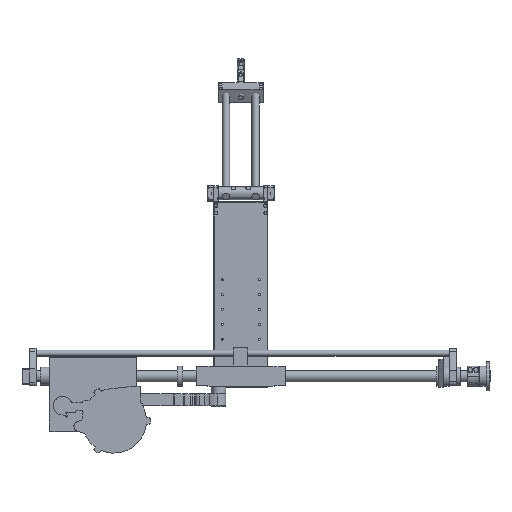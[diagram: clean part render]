
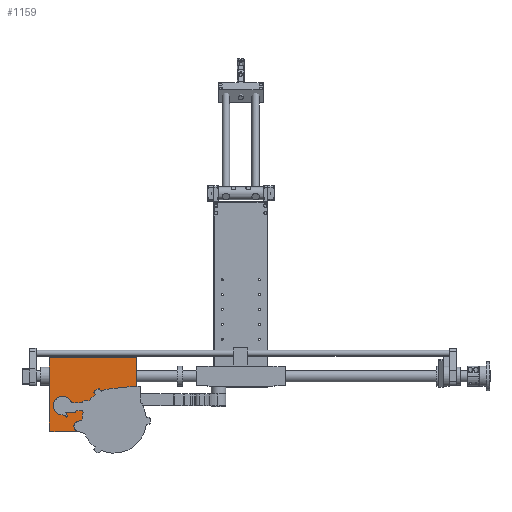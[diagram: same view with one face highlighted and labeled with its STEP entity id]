
A CAD part, left-side view. The second image highlights one B-rep face of the part: STEP entity #1159.
In plain terms, the highlighted planar face has unit normal (-1, 0, -0.001).
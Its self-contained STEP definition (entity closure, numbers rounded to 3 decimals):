
#124 = CARTESIAN_POINT ( 'NONE',  ( -197.26, 767.108, -389.85 ) ) ;
#637 = DIRECTION ( 'NONE',  ( 1., 0., 0.001 ) ) ;
#694 = DIRECTION ( 'NONE',  ( 0., 1., 0. ) ) ;
#791 = ORIENTED_EDGE ( 'NONE', *, *, #11281, .F. ) ;
#1089 = DIRECTION ( 'NONE',  ( 0.001, 0., -1. ) ) ;
#1109 = CARTESIAN_POINT ( 'NONE',  ( -197.223, 610.108, -459.261 ) ) ;
#1159 = ADVANCED_FACE ( 'NONE', ( #24521 ), #14728, .F. ) ;
#1262 = AXIS2_PLACEMENT_3D ( 'NONE', #20456, #5847, #15359 ) ;
#1584 = VECTOR ( 'NONE', #14140, 1000. ) ;
#2085 = CARTESIAN_POINT ( 'NONE',  ( -197.18, 641.608, -539.85 ) ) ;
#2356 = VERTEX_POINT ( 'NONE', #2085 ) ;
#2860 = CARTESIAN_POINT ( 'NONE',  ( -197.233, 649.608, -439.85 ) ) ;
#2876 = ORIENTED_EDGE ( 'NONE', *, *, #7340, .F. ) ;
#3247 = VECTOR ( 'NONE', #30605, 1000. ) ;
#3257 = DIRECTION ( 'NONE',  ( 0., 1., 0. ) ) ;
#3582 = VERTEX_POINT ( 'NONE', #24804 ) ;
#3677 = VECTOR ( 'NONE', #23272, 1000. ) ;
#3859 = VECTOR ( 'NONE', #26843, 1000. ) ;
#4168 = LINE ( 'NONE', #13696, #3677 ) ;
#4518 = LINE ( 'NONE', #14047, #17239 ) ;
#4626 = CARTESIAN_POINT ( 'NONE',  ( -197.26, 767.108, -389.85 ) ) ;
#4928 = LINE ( 'NONE', #12105, #21090 ) ;
#5274 = CARTESIAN_POINT ( 'NONE',  ( -197.223, 532.108, -458.18 ) ) ;
#5847 = DIRECTION ( 'NONE',  ( 1., 0., 0.001 ) ) ;
#7046 = DIRECTION ( 'NONE',  ( -0.001, 0., 1. ) ) ;
#7257 = DIRECTION ( 'NONE',  ( 0.001, 0., -1. ) ) ;
#7340 = EDGE_CURVE ( 'NONE', #3582, #30218, #26320, .T. ) ;
#7570 = ORIENTED_EDGE ( 'NONE', *, *, #8817, .F. ) ;
#7838 = VECTOR ( 'NONE', #1089, 1000. ) ;
#7908 = CARTESIAN_POINT ( 'NONE',  ( -197.223, 534.108, -459.261 ) ) ;
#8674 = CARTESIAN_POINT ( 'NONE',  ( -197.286, 767.108, -339.85 ) ) ;
#8735 = CARTESIAN_POINT ( 'NONE',  ( -197.223, 611.28, -459.261 ) ) ;
#8817 = EDGE_CURVE ( 'NONE', #27441, #24634, #4518, .T. ) ;
#9351 = CARTESIAN_POINT ( 'NONE',  ( -197.286, 649.608, -339.85 ) ) ;
#9603 = EDGE_CURVE ( 'NONE', #29911, #30927, #13034, .T. ) ;
#9750 = EDGE_CURVE ( 'NONE', #13187, #12483, #26382, .T. ) ;
#11086 = CARTESIAN_POINT ( 'NONE',  ( -197.223, 610.108, -459.261 ) ) ;
#11281 = EDGE_CURVE ( 'NONE', #12483, #27441, #14040, .T. ) ;
#11546 = CARTESIAN_POINT ( 'NONE',  ( -197.286, 532.108, -339.85 ) ) ;
#11883 = CIRCLE ( 'NONE', #12393, 50.6 ) ;
#12105 = CARTESIAN_POINT ( 'NONE',  ( -197.26, 641.608, -389.85 ) ) ;
#12110 = DIRECTION ( 'NONE',  ( 0.001, 0., -1. ) ) ;
#12393 = AXIS2_PLACEMENT_3D ( 'NONE', #30824, #16149, #23244 ) ;
#12483 = VERTEX_POINT ( 'NONE', #8674 ) ;
#12484 = CARTESIAN_POINT ( 'NONE',  ( -197.223, 612.108, -459.261 ) ) ;
#13034 = LINE ( 'NONE', #22624, #7838 ) ;
#13187 = VERTEX_POINT ( 'NONE', #16817 ) ;
#13243 = AXIS2_PLACEMENT_3D ( 'NONE', #18956, #18636, #7046 ) ;
#13696 = CARTESIAN_POINT ( 'NONE',  ( -197.26, 532.108, -389.85 ) ) ;
#13975 = EDGE_LOOP ( 'NONE', ( #28072, #7570, #791, #24625, #18674, #14356, #21209, #16137, #17862, #21484, #16975, #25793, #29564, #2876 ) ) ;
#14040 = LINE ( 'NONE', #9351, #3247 ) ;
#14046 = CARTESIAN_POINT ( 'NONE',  ( -197.18, 762.108, -539.85 ) ) ;
#14047 = CARTESIAN_POINT ( 'NONE',  ( -197.26, 532.108, -389.85 ) ) ;
#14108 = EDGE_CURVE ( 'NONE', #24772, #2356, #4928, .T. ) ;
#14140 = DIRECTION ( 'NONE',  ( -0.001, 0., 1. ) ) ;
#14356 = ORIENTED_EDGE ( 'NONE', *, *, #29430, .F. ) ;
#14385 = VERTEX_POINT ( 'NONE', #23303 ) ;
#14630 = CARTESIAN_POINT ( 'NONE',  ( -197.224, 532.108, -456.651 ) ) ;
#14728 = PLANE ( 'NONE',  #22293 ) ;
#14799 = CARTESIAN_POINT ( 'NONE',  ( -197.223, 534.108, -459.261 ) ) ;
#15275 = LINE ( 'NONE', #24912, #27691 ) ;
#15359 = DIRECTION ( 'NONE',  ( -0.001, 0., 1. ) ) ;
#16137 = ORIENTED_EDGE ( 'NONE', *, *, #14108, .F. ) ;
#16149 = DIRECTION ( 'NONE',  ( -1., 0., -0.001 ) ) ;
#16536 = EDGE_CURVE ( 'NONE', #16629, #13187, #26441, .T. ) ;
#16629 = VERTEX_POINT ( 'NONE', #23737 ) ;
#16817 = CARTESIAN_POINT ( 'NONE',  ( -197.26, 767.108, -389.85 ) ) ;
#16879 =( BOUNDED_CURVE ( )  B_SPLINE_CURVE ( 3, ( #11086, #8735, #28096, #28260 ),
 .UNSPECIFIED., .F., .F. ) 
 B_SPLINE_CURVE_WITH_KNOTS ( ( 4, 4 ),
 ( 0., 1.571 ),
 .UNSPECIFIED. ) 
 CURVE ( )  GEOMETRIC_REPRESENTATION_ITEM ( )  RATIONAL_B_SPLINE_CURVE ( ( 1., 0.805, 0.805, 1. ) ) 
 REPRESENTATION_ITEM ( '' )  );
#16975 = ORIENTED_EDGE ( 'NONE', *, *, #9603, .F. ) ;
#17239 = VECTOR ( 'NONE', #23635, 1000. ) ;
#17246 = EDGE_CURVE ( 'NONE', #24634, #3582, #4168, .T. ) ;
#17322 = VERTEX_POINT ( 'NONE', #1109 ) ;
#17862 = ORIENTED_EDGE ( 'NONE', *, *, #30317, .F. ) ;
#18636 = DIRECTION ( 'NONE',  ( 1., 0., 0.001 ) ) ;
#18674 = ORIENTED_EDGE ( 'NONE', *, *, #16536, .F. ) ;
#18791 = CIRCLE ( 'NONE', #1262, 5. ) ;
#18956 = CARTESIAN_POINT ( 'NONE',  ( -197.221, 614.108, -462.305 ) ) ;
#18978 = VERTEX_POINT ( 'NONE', #14046 ) ;
#20456 = CARTESIAN_POINT ( 'NONE',  ( -197.182, 762.108, -534.85 ) ) ;
#21090 = VECTOR ( 'NONE', #7257, 1000. ) ;
#21209 = ORIENTED_EDGE ( 'NONE', *, *, #23659, .F. ) ;
#21484 = ORIENTED_EDGE ( 'NONE', *, *, #28852, .F. ) ;
#21619 = CARTESIAN_POINT ( 'NONE',  ( -197.221, 612.108, -461.872 ) ) ;
#22293 = AXIS2_PLACEMENT_3D ( 'NONE', #2860, #637, #12110 ) ;
#22624 = CARTESIAN_POINT ( 'NONE',  ( -197.223, 612.108, -459.261 ) ) ;
#23244 = DIRECTION ( 'NONE',  ( -0.001, 0., 1. ) ) ;
#23272 = DIRECTION ( 'NONE',  ( 0.001, 0., -1. ) ) ;
#23303 = CARTESIAN_POINT ( 'NONE',  ( -197.22, 613.253, -464.113 ) ) ;
#23635 = DIRECTION ( 'NONE',  ( 0.001, 0., -1. ) ) ;
#23659 = EDGE_CURVE ( 'NONE', #2356, #18978, #15275, .T. ) ;
#23737 = CARTESIAN_POINT ( 'NONE',  ( -197.182, 767.108, -534.85 ) ) ;
#23776 = CIRCLE ( 'NONE', #13243, 2. ) ;
#23927 = EDGE_CURVE ( 'NONE', #17322, #29911, #16879, .T. ) ;
#24521 = FACE_OUTER_BOUND ( 'NONE', #13975, .T. ) ;
#24625 = ORIENTED_EDGE ( 'NONE', *, *, #9750, .F. ) ;
#24634 = VERTEX_POINT ( 'NONE', #25209 ) ;
#24772 = VERTEX_POINT ( 'NONE', #30261 ) ;
#24785 = CARTESIAN_POINT ( 'NONE',  ( -197.221, 612.108, -462.305 ) ) ;
#24804 = CARTESIAN_POINT ( 'NONE',  ( -197.224, 532.108, -456.651 ) ) ;
#24912 = CARTESIAN_POINT ( 'NONE',  ( -197.18, 767.108, -539.85 ) ) ;
#25209 = CARTESIAN_POINT ( 'NONE',  ( -197.26, 532.108, -389.85 ) ) ;
#25326 = EDGE_CURVE ( 'NONE', #30218, #17322, #26661, .T. ) ;
#25793 = ORIENTED_EDGE ( 'NONE', *, *, #23927, .F. ) ;
#26320 =( BOUNDED_CURVE ( )  B_SPLINE_CURVE ( 3, ( #14630, #5274, #27125, #14799 ),
 .UNSPECIFIED., .F., .F. ) 
 B_SPLINE_CURVE_WITH_KNOTS ( ( 4, 4 ),
 ( 4.712, 6.283 ),
 .UNSPECIFIED. ) 
 CURVE ( )  GEOMETRIC_REPRESENTATION_ITEM ( )  RATIONAL_B_SPLINE_CURVE ( ( 1., 0.805, 0.805, 1. ) ) 
 REPRESENTATION_ITEM ( '' )  );
#26382 = LINE ( 'NONE', #124, #3859 ) ;
#26441 = LINE ( 'NONE', #4626, #1584 ) ;
#26661 = LINE ( 'NONE', #12484, #30318 ) ;
#26843 = DIRECTION ( 'NONE',  ( -0.001, 0., 1. ) ) ;
#27125 = CARTESIAN_POINT ( 'NONE',  ( -197.223, 532.937, -459.261 ) ) ;
#27441 = VERTEX_POINT ( 'NONE', #11546 ) ;
#27691 = VECTOR ( 'NONE', #3257, 1000. ) ;
#28072 = ORIENTED_EDGE ( 'NONE', *, *, #17246, .F. ) ;
#28096 = CARTESIAN_POINT ( 'NONE',  ( -197.222, 612.108, -460.343 ) ) ;
#28260 = CARTESIAN_POINT ( 'NONE',  ( -197.221, 612.108, -461.872 ) ) ;
#28852 = EDGE_CURVE ( 'NONE', #30927, #14385, #23776, .T. ) ;
#29430 = EDGE_CURVE ( 'NONE', #18978, #16629, #18791, .T. ) ;
#29564 = ORIENTED_EDGE ( 'NONE', *, *, #25326, .F. ) ;
#29911 = VERTEX_POINT ( 'NONE', #21619 ) ;
#30218 = VERTEX_POINT ( 'NONE', #7908 ) ;
#30261 = CARTESIAN_POINT ( 'NONE',  ( -197.2, 641.608, -502.08 ) ) ;
#30317 = EDGE_CURVE ( 'NONE', #14385, #24772, #11883, .T. ) ;
#30318 = VECTOR ( 'NONE', #694, 1000. ) ;
#30605 = DIRECTION ( 'NONE',  ( 0., -1., 0. ) ) ;
#30824 = CARTESIAN_POINT ( 'NONE',  ( -197.196, 591.608, -509.85 ) ) ;
#30927 = VERTEX_POINT ( 'NONE', #24785 ) ;
